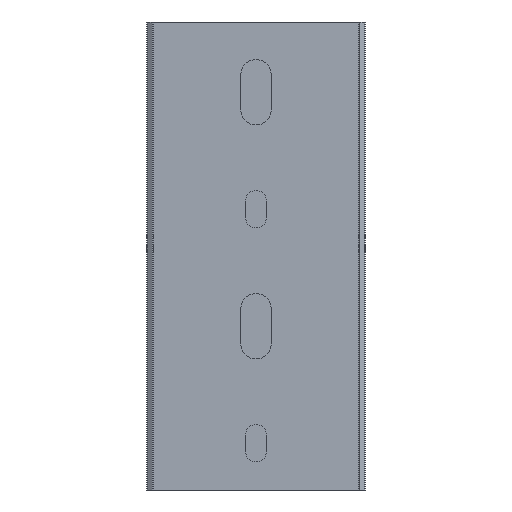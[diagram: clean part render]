
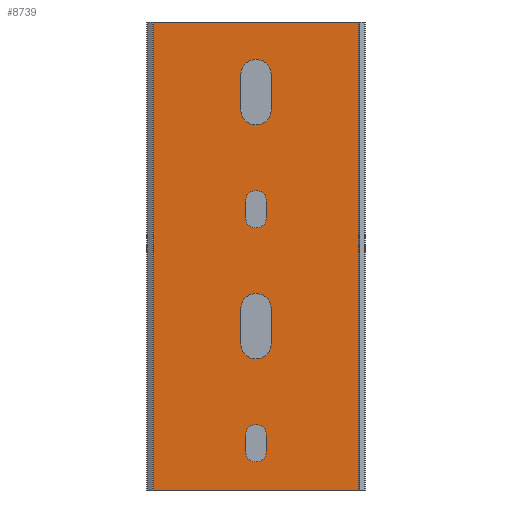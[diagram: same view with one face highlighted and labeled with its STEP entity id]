
A CAD part, front view. The second image highlights one B-rep face of the part: STEP entity #8739.
In plain terms, the highlighted planar face has unit normal (0, -1, 0).
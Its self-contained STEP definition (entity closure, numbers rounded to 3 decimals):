
#2264=DIRECTION('',(0.,0.,-1.));
#2265=VECTOR('',#2264,100.);
#2266=CARTESIAN_POINT('',(-22.001,0.,0.));
#2267=LINE('47673',#2266,#2265);
#2308=DIRECTION('',(1.,0.,0.));
#2309=VECTOR('',#2308,44.002);
#2310=CARTESIAN_POINT('',(-22.001,0.,0.));
#2311=LINE('47676',#2310,#2309);
#2312=DIRECTION('',(0.,0.,-1.));
#2313=VECTOR('',#2312,100.);
#2314=CARTESIAN_POINT('',(22.001,0.,0.));
#2315=LINE('47550',#2314,#2313);
#2316=DIRECTION('',(-1.,0.,0.));
#2317=VECTOR('',#2316,44.002);
#2318=CARTESIAN_POINT('',(22.001,0.,-100.));
#2319=LINE('47677',#2318,#2317);
#2320=CARTESIAN_POINT('',(0.,0.,-11.25));
#2321=DIRECTION('',(0.,-1.,0.));
#2322=DIRECTION('',(1.,0.,0.));
#2323=AXIS2_PLACEMENT_3D('',#2320,#2321,#2322);
#2325=DIRECTION('',(0.,0.,-1.));
#2326=VECTOR('',#2325,7.5);
#2327=CARTESIAN_POINT('',(-3.25,0.,-11.25));
#2328=LINE('6947',#2327,#2326);
#2329=CARTESIAN_POINT('',(0.,0.,-18.75));
#2330=DIRECTION('',(0.,-1.,0.));
#2331=DIRECTION('',(-1.,0.,0.));
#2332=AXIS2_PLACEMENT_3D('',#2329,#2330,#2331);
#2334=DIRECTION('',(0.,0.,1.));
#2335=VECTOR('',#2334,7.5);
#2336=CARTESIAN_POINT('',(3.25,0.,-18.75));
#2337=LINE('6950',#2336,#2335);
#2338=CARTESIAN_POINT('',(0.,0.,-38.25));
#2339=DIRECTION('',(0.,-1.,0.));
#2340=DIRECTION('',(1.,0.,0.));
#2341=AXIS2_PLACEMENT_3D('',#2338,#2339,#2340);
#2343=DIRECTION('',(0.,0.,-1.));
#2344=VECTOR('',#2343,3.5);
#2345=CARTESIAN_POINT('',(-2.25,0.,-38.25));
#2346=LINE('6953',#2345,#2344);
#2347=CARTESIAN_POINT('',(0.,0.,-41.75));
#2348=DIRECTION('',(0.,-1.,0.));
#2349=DIRECTION('',(-1.,0.,0.));
#2350=AXIS2_PLACEMENT_3D('',#2347,#2348,#2349);
#2352=DIRECTION('',(0.,0.,1.));
#2353=VECTOR('',#2352,3.5);
#2354=CARTESIAN_POINT('',(2.25,0.,-41.75));
#2355=LINE('6956',#2354,#2353);
#2356=CARTESIAN_POINT('',(0.,0.,-61.25));
#2357=DIRECTION('',(0.,-1.,0.));
#2358=DIRECTION('',(1.,0.,0.));
#2359=AXIS2_PLACEMENT_3D('',#2356,#2357,#2358);
#2361=DIRECTION('',(0.,0.,-1.));
#2362=VECTOR('',#2361,7.5);
#2363=CARTESIAN_POINT('',(-3.25,0.,-61.25));
#2364=LINE('6959',#2363,#2362);
#2365=CARTESIAN_POINT('',(0.,0.,-68.75));
#2366=DIRECTION('',(0.,-1.,0.));
#2367=DIRECTION('',(-1.,0.,0.));
#2368=AXIS2_PLACEMENT_3D('',#2365,#2366,#2367);
#2370=DIRECTION('',(0.,0.,1.));
#2371=VECTOR('',#2370,7.5);
#2372=CARTESIAN_POINT('',(3.25,0.,-68.75));
#2373=LINE('6962',#2372,#2371);
#2374=CARTESIAN_POINT('',(0.,0.,-88.25));
#2375=DIRECTION('',(0.,-1.,0.));
#2376=DIRECTION('',(1.,0.,0.));
#2377=AXIS2_PLACEMENT_3D('',#2374,#2375,#2376);
#2379=DIRECTION('',(0.,0.,-1.));
#2380=VECTOR('',#2379,3.5);
#2381=CARTESIAN_POINT('',(-2.25,0.,-88.25));
#2382=LINE('6965',#2381,#2380);
#2383=CARTESIAN_POINT('',(0.,0.,-91.75));
#2384=DIRECTION('',(0.,-1.,0.));
#2385=DIRECTION('',(-1.,0.,0.));
#2386=AXIS2_PLACEMENT_3D('',#2383,#2384,#2385);
#2388=DIRECTION('',(0.,0.,1.));
#2389=VECTOR('',#2388,3.5);
#2390=CARTESIAN_POINT('',(2.25,0.,-91.75));
#2391=LINE('6968',#2390,#2389);
#5178=CARTESIAN_POINT('',(-3.25,0.,-11.25));
#5179=CARTESIAN_POINT('',(-3.25,0.,-18.75));
#5180=VERTEX_POINT('',#5178);
#5181=VERTEX_POINT('',#5179);
#5182=CARTESIAN_POINT('',(3.25,0.,-18.75));
#5183=CARTESIAN_POINT('',(3.25,0.,-11.25));
#5184=VERTEX_POINT('',#5182);
#5185=VERTEX_POINT('',#5183);
#5186=CARTESIAN_POINT('',(-2.25,0.,-38.25));
#5187=CARTESIAN_POINT('',(-2.25,0.,-41.75));
#5188=VERTEX_POINT('',#5186);
#5189=VERTEX_POINT('',#5187);
#5190=CARTESIAN_POINT('',(2.25,0.,-41.75));
#5191=CARTESIAN_POINT('',(2.25,0.,-38.25));
#5192=VERTEX_POINT('',#5190);
#5193=VERTEX_POINT('',#5191);
#5194=CARTESIAN_POINT('',(-3.25,0.,-61.25));
#5195=CARTESIAN_POINT('',(-3.25,0.,-68.75));
#5196=VERTEX_POINT('',#5194);
#5197=VERTEX_POINT('',#5195);
#5198=CARTESIAN_POINT('',(3.25,0.,-68.75));
#5199=CARTESIAN_POINT('',(3.25,0.,-61.25));
#5200=VERTEX_POINT('',#5198);
#5201=VERTEX_POINT('',#5199);
#5202=CARTESIAN_POINT('',(-2.25,0.,-88.25));
#5203=CARTESIAN_POINT('',(-2.25,0.,-91.75));
#5204=VERTEX_POINT('',#5202);
#5205=VERTEX_POINT('',#5203);
#5206=CARTESIAN_POINT('',(2.25,0.,-91.75));
#5207=CARTESIAN_POINT('',(2.25,0.,-88.25));
#5208=VERTEX_POINT('',#5206);
#5209=VERTEX_POINT('',#5207);
#5782=CARTESIAN_POINT('',(22.001,0.,0.));
#5783=CARTESIAN_POINT('',(22.001,0.,-100.));
#5784=VERTEX_POINT('',#5782);
#5785=VERTEX_POINT('',#5783);
#5830=CARTESIAN_POINT('',(-22.001,0.,0.));
#5831=CARTESIAN_POINT('',(-22.001,0.,-100.));
#5832=VERTEX_POINT('',#5830);
#5833=VERTEX_POINT('',#5831);
#8688=CARTESIAN_POINT('',(-19.1,0.,0.));
#8689=DIRECTION('',(0.,-1.,0.));
#8690=DIRECTION('',(1.,0.,0.));
#8691=AXIS2_PLACEMENT_3D('',#8688,#8689,#8690);
#8692=PLANE('7480',#8691);
#8693=ORIENTED_EDGE('47676',*,*,#5841,.T.);
#8694=ORIENTED_EDGE('47550',*,*,#5873,.T.);
#8695=ORIENTED_EDGE('47677',*,*,#8675,.T.);
#8696=ORIENTED_EDGE('47673',*,*,#8630,.F.);
#8697=EDGE_LOOP('7480',(#8693,#8694,#8695,#8696));
#8698=FACE_OUTER_BOUND('7480',#8697,.F.);
#8700=ORIENTED_EDGE('21362',*,*,#8699,.T.);
#8702=ORIENTED_EDGE('6947',*,*,#8701,.T.);
#8704=ORIENTED_EDGE('21363',*,*,#8703,.T.);
#8706=ORIENTED_EDGE('6950',*,*,#8705,.T.);
#8707=EDGE_LOOP('7480',(#8700,#8702,#8704,#8706));
#8708=FACE_BOUND('7480',#8707,.F.);
#8710=ORIENTED_EDGE('21364',*,*,#8709,.T.);
#8712=ORIENTED_EDGE('6953',*,*,#8711,.T.);
#8714=ORIENTED_EDGE('21365',*,*,#8713,.T.);
#8716=ORIENTED_EDGE('6956',*,*,#8715,.T.);
#8717=EDGE_LOOP('7480',(#8710,#8712,#8714,#8716));
#8718=FACE_BOUND('7480',#8717,.F.);
#8720=ORIENTED_EDGE('21366',*,*,#8719,.T.);
#8722=ORIENTED_EDGE('6959',*,*,#8721,.T.);
#8724=ORIENTED_EDGE('21367',*,*,#8723,.T.);
#8726=ORIENTED_EDGE('6962',*,*,#8725,.T.);
#8727=EDGE_LOOP('7480',(#8720,#8722,#8724,#8726));
#8728=FACE_BOUND('7480',#8727,.F.);
#8730=ORIENTED_EDGE('21368',*,*,#8729,.T.);
#8732=ORIENTED_EDGE('6965',*,*,#8731,.T.);
#8734=ORIENTED_EDGE('21369',*,*,#8733,.T.);
#8736=ORIENTED_EDGE('6968',*,*,#8735,.T.);
#8737=EDGE_LOOP('7480',(#8730,#8732,#8734,#8736));
#8738=FACE_BOUND('7480',#8737,.F.);
#8739=ADVANCED_FACE('7480',(#8698,#8708,#8718,#8728,#8738),#8692,.T.);
#2324=CIRCLE('21362',#2323,3.25);
#2333=CIRCLE('21363',#2332,3.25);
#2342=CIRCLE('21364',#2341,2.25);
#2351=CIRCLE('21365',#2350,2.25);
#2360=CIRCLE('21366',#2359,3.25);
#2369=CIRCLE('21367',#2368,3.25);
#2378=CIRCLE('21368',#2377,2.25);
#2387=CIRCLE('21369',#2386,2.25);
#5841=EDGE_CURVE('47676',#5832,#5784,#2311,.T.);
#5873=EDGE_CURVE('47550',#5784,#5785,#2315,.T.);
#8630=EDGE_CURVE('47673',#5832,#5833,#2267,.T.);
#8675=EDGE_CURVE('47677',#5785,#5833,#2319,.T.);
#8699=EDGE_CURVE('21362',#5185,#5180,#2324,.T.);
#8701=EDGE_CURVE('6947',#5180,#5181,#2328,.T.);
#8703=EDGE_CURVE('21363',#5181,#5184,#2333,.T.);
#8705=EDGE_CURVE('6950',#5184,#5185,#2337,.T.);
#8709=EDGE_CURVE('21364',#5193,#5188,#2342,.T.);
#8711=EDGE_CURVE('6953',#5188,#5189,#2346,.T.);
#8713=EDGE_CURVE('21365',#5189,#5192,#2351,.T.);
#8715=EDGE_CURVE('6956',#5192,#5193,#2355,.T.);
#8719=EDGE_CURVE('21366',#5201,#5196,#2360,.T.);
#8721=EDGE_CURVE('6959',#5196,#5197,#2364,.T.);
#8723=EDGE_CURVE('21367',#5197,#5200,#2369,.T.);
#8725=EDGE_CURVE('6962',#5200,#5201,#2373,.T.);
#8729=EDGE_CURVE('21368',#5209,#5204,#2378,.T.);
#8731=EDGE_CURVE('6965',#5204,#5205,#2382,.T.);
#8733=EDGE_CURVE('21369',#5205,#5208,#2387,.T.);
#8735=EDGE_CURVE('6968',#5208,#5209,#2391,.T.);
